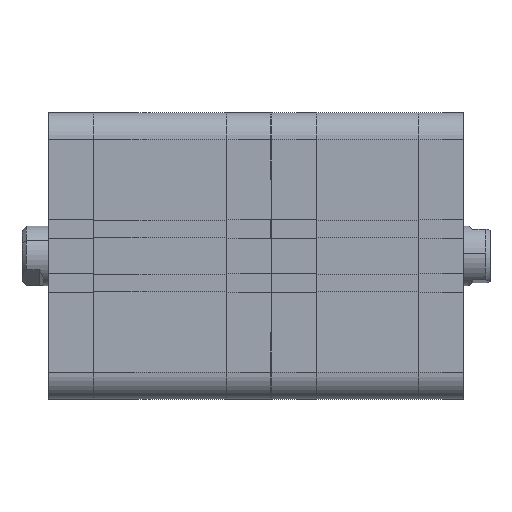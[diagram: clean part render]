
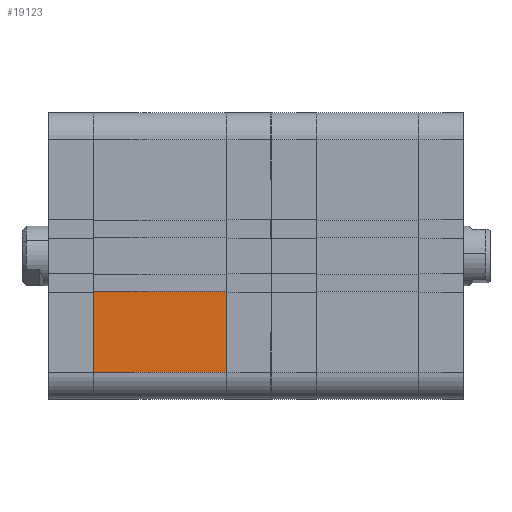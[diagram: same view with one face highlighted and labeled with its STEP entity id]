
A CAD part, front view. The second image highlights one B-rep face of the part: STEP entity #19123.
In plain terms, the highlighted planar face has unit normal (0, -1, 0).
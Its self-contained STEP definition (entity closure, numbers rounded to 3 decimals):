
#1064 = PLANE ( 'NONE',  #11871 ) ;
#1790 = CARTESIAN_POINT ( 'NONE',  ( 44., -47.75, -38.75 ) ) ;
#1827 = ORIENTED_EDGE ( 'NONE', *, *, #20167, .T. ) ;
#7300 = ORIENTED_EDGE ( 'NONE', *, *, #29801, .F. ) ;
#7329 = LINE ( 'NONE', #25603, #15276 ) ;
#7742 = DIRECTION ( 'NONE',  ( 0., 1., 0. ) ) ;
#9272 = VECTOR ( 'NONE', #20131, 1000. ) ;
#9719 = EDGE_CURVE ( 'NONE', #41403, #34245, #21260, .T. ) ;
#10712 = CARTESIAN_POINT ( 'NONE',  ( 0., -47.75, -47.75 ) ) ;
#10887 = FACE_OUTER_BOUND ( 'NONE', #16883, .T. ) ;
#11657 = CARTESIAN_POINT ( 'NONE',  ( 0., -47.75, -11.8 ) ) ;
#11871 = AXIS2_PLACEMENT_3D ( 'NONE', #23685, #7742, #20929 ) ;
#12289 = VERTEX_POINT ( 'NONE', #18460 ) ;
#15276 = VECTOR ( 'NONE', #38386, 1000. ) ;
#16883 = EDGE_LOOP ( 'NONE', ( #1827, #20903, #35396, #7300 ) ) ;
#17463 = CARTESIAN_POINT ( 'NONE',  ( 44., -47.75, -47.75 ) ) ;
#18108 = DIRECTION ( 'NONE',  ( 1., 0., 0. ) ) ;
#18460 = CARTESIAN_POINT ( 'NONE',  ( 44., -47.75, -11.8 ) ) ;
#19123 = ADVANCED_FACE ( 'NONE', ( #10887 ), #1064, .F. ) ;
#20131 = DIRECTION ( 'NONE',  ( 0., 0., -1. ) ) ;
#20167 = EDGE_CURVE ( 'NONE', #12289, #35606, #7329, .T. ) ;
#20607 = DIRECTION ( 'NONE',  ( 0., 0., -1. ) ) ;
#20903 = ORIENTED_EDGE ( 'NONE', *, *, #22335, .T. ) ;
#20929 = DIRECTION ( 'NONE',  ( 0., 0., 1. ) ) ;
#21260 = LINE ( 'NONE', #1790, #25832 ) ;
#22335 = EDGE_CURVE ( 'NONE', #35606, #41403, #33178, .T. ) ;
#23685 = CARTESIAN_POINT ( 'NONE',  ( 44., -47.75, -47.75 ) ) ;
#25218 = VECTOR ( 'NONE', #20607, 1000. ) ;
#25603 = CARTESIAN_POINT ( 'NONE',  ( 44.001, -47.75, -11.8 ) ) ;
#25832 = VECTOR ( 'NONE', #18108, 1000. ) ;
#26510 = LINE ( 'NONE', #17463, #25218 ) ;
#27269 = CARTESIAN_POINT ( 'NONE',  ( 0., -47.75, -38.75 ) ) ;
#28827 = CARTESIAN_POINT ( 'NONE',  ( 44., -47.75, -38.75 ) ) ;
#29801 = EDGE_CURVE ( 'NONE', #12289, #34245, #26510, .T. ) ;
#33178 = LINE ( 'NONE', #10712, #9272 ) ;
#34245 = VERTEX_POINT ( 'NONE', #28827 ) ;
#35396 = ORIENTED_EDGE ( 'NONE', *, *, #9719, .T. ) ;
#35606 = VERTEX_POINT ( 'NONE', #11657 ) ;
#38386 = DIRECTION ( 'NONE',  ( -1., 0., 0. ) ) ;
#41403 = VERTEX_POINT ( 'NONE', #27269 ) ;
